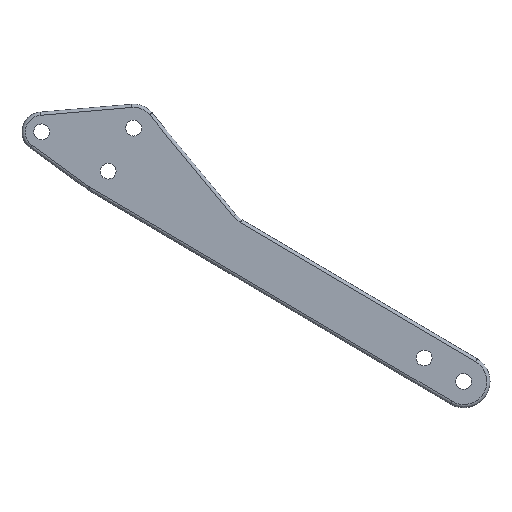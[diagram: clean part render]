
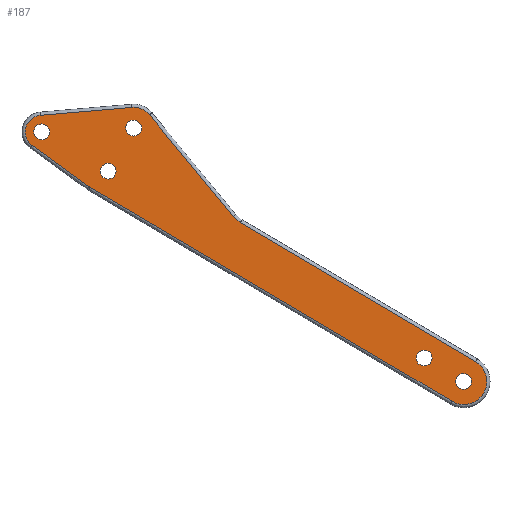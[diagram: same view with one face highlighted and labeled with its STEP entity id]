
A CAD part, front view. The second image highlights one B-rep face of the part: STEP entity #187.
In plain terms, the highlighted planar face has unit normal (0, -1, 0).
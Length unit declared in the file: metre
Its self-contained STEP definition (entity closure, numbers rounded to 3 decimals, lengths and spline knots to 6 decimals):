
#187 = ADVANCED_FACE( 'Face3', ( #434, #435, #436, #437, #438, #439 ), #440, .T. );
#434 = FACE_BOUND( '', #1002, .T. );
#435 = FACE_BOUND( '', #1003, .T. );
#436 = FACE_BOUND( '', #1004, .T. );
#437 = FACE_BOUND( '', #1005, .T. );
#438 = FACE_BOUND( '', #1006, .T. );
#439 = FACE_OUTER_BOUND( '', #1007, .T. );
#440 = PLANE( '', #1008 );
#1002 = EDGE_LOOP( '', ( #2242 ) );
#1003 = EDGE_LOOP( '', ( #2243 ) );
#1004 = EDGE_LOOP( '', ( #2244 ) );
#1005 = EDGE_LOOP( '', ( #2245 ) );
#1006 = EDGE_LOOP( '', ( #2246 ) );
#1007 = EDGE_LOOP( '', ( #2247, #2248, #2249, #2250, #2251, #2252, #2253, #2254, #2255, #2256 ) );
#1008 = AXIS2_PLACEMENT_3D( '', #2257, #2258, #2259 );
#2242 = ORIENTED_EDGE( '', *, *, #2748, .F. );
#2243 = ORIENTED_EDGE( '', *, *, #2885, .F. );
#2244 = ORIENTED_EDGE( '', *, *, #2774, .F. );
#2245 = ORIENTED_EDGE( '', *, *, #2886, .F. );
#2246 = ORIENTED_EDGE( '', *, *, #2887, .F. );
#2247 = ORIENTED_EDGE( '', *, *, #2834, .T. );
#2248 = ORIENTED_EDGE( '', *, *, #2727, .T. );
#2249 = ORIENTED_EDGE( '', *, *, #2877, .T. );
#2250 = ORIENTED_EDGE( '', *, *, #2888, .T. );
#2251 = ORIENTED_EDGE( '', *, *, #2889, .T. );
#2252 = ORIENTED_EDGE( '', *, *, #2890, .T. );
#2253 = ORIENTED_EDGE( '', *, *, #2891, .T. );
#2254 = ORIENTED_EDGE( '', *, *, #2892, .T. );
#2255 = ORIENTED_EDGE( '', *, *, #2863, .T. );
#2256 = ORIENTED_EDGE( '', *, *, #2813, .T. );
#2257 = CARTESIAN_POINT( '', ( 1.976105, -0.10692, 2.480916 ) );
#2258 = DIRECTION( '', ( 0., -1., 0. ) );
#2259 = DIRECTION( '', ( 0.861, 0., -0.509 ) );
#2727 = EDGE_CURVE( '', #3022, #3027, #3029, .T. );
#2748 = EDGE_CURVE( '', #3065, #3065, #3066, .T. );
#2774 = EDGE_CURVE( '', #3108, #3108, #3109, .T. );
#2813 = EDGE_CURVE( '', #3166, #3171, #3173, .T. );
#2834 = EDGE_CURVE( '', #3171, #3022, #3203, .F. );
#2863 = EDGE_CURVE( '', #3246, #3166, #3250, .F. );
#2877 = EDGE_CURVE( '', #3027, #3269, #3271, .T. );
#2885 = EDGE_CURVE( '', #3280, #3280, #3281, .T. );
#2886 = EDGE_CURVE( '', #3282, #3282, #3283, .T. );
#2887 = EDGE_CURVE( '', #3284, #3284, #3285, .T. );
#2888 = EDGE_CURVE( '', #3269, #3286, #3287, .T. );
#2889 = EDGE_CURVE( '', #3286, #3288, #3289, .F. );
#2890 = EDGE_CURVE( '', #3288, #3290, #3291, .T. );
#2891 = EDGE_CURVE( '', #3290, #3292, #3293, .F. );
#2892 = EDGE_CURVE( '', #3292, #3246, #3294, .F. );
#3022 = VERTEX_POINT( '', #3444 );
#3027 = VERTEX_POINT( '', #3449 );
#3029 = CIRCLE( '', #3451, 0.08316 );
#3065 = VERTEX_POINT( '', #3491 );
#3066 = CIRCLE( '', #3492, 0.0396 );
#3108 = VERTEX_POINT( '', #3545 );
#3109 = CIRCLE( '', #3546, 0.0396 );
#3166 = VERTEX_POINT( '', #3612 );
#3171 = VERTEX_POINT( '', #3617 );
#3173 = CIRCLE( '', #3619, 0.10296 );
#3203 = LINE( '', #3658, #3659 );
#3246 = VERTEX_POINT( '', #3712 );
#3250 = LINE( '', #3717, #3718 );
#3269 = VERTEX_POINT( '', #3740 );
#3271 = LINE( '', #3742, #3743 );
#3280 = VERTEX_POINT( '', #3754 );
#3281 = CIRCLE( '', #3755, 0.0396 );
#3282 = VERTEX_POINT( '', #3756 );
#3283 = CIRCLE( '', #3757, 0.0396 );
#3284 = VERTEX_POINT( '', #3758 );
#3285 = CIRCLE( '', #3759, 0.0396 );
#3286 = VERTEX_POINT( '', #3760 );
#3287 = CIRCLE( '', #3761, 0.10296 );
#3288 = VERTEX_POINT( '', #3762 );
#3289 = LINE( '', #3763, #3764 );
#3290 = VERTEX_POINT( '', #3765 );
#3291 = CIRCLE( '', #3766, 0.11484 );
#3292 = VERTEX_POINT( '', #3767 );
#3293 = LINE( '', #3768, #3769 );
#3294 = CIRCLE( '', #3770, 0.13464 );
#3444 = CARTESIAN_POINT( '', ( 1.96903, -0.10692, 2.563775 ) );
#3449 = CARTESIAN_POINT( '', ( 1.927475, -0.10692, 2.413457 ) );
#3451 = AXIS2_PLACEMENT_3D( '', #3957, #3958, #3959 );
#3491 = CARTESIAN_POINT( '', ( 3.915551, -0.10692, 1.333902 ) );
#3492 = AXIS2_PLACEMENT_3D( '', #3997, #3998, #3999 );
#3545 = CARTESIAN_POINT( '', ( 2.340816, -0.10692, 2.265221 ) );
#3546 = AXIS2_PLACEMENT_3D( '', #4035, #4036, #4037 );
#3612 = CARTESIAN_POINT( '', ( 2.513177, -0.10692, 2.565604 ) );
#3617 = CARTESIAN_POINT( '', ( 2.42497, -0.10692, 2.602703 ) );
#3619 = AXIS2_PLACEMENT_3D( '', #4107, #4108, #4109 );
#3658 = CARTESIAN_POINT( '', ( 1.96903, -0.10692, 2.563775 ) );
#3659 = VECTOR( '', #4140, 1. );
#3712 = CARTESIAN_POINT( '', ( 2.93063, -0.10692, 2.059159 ) );
#3717 = CARTESIAN_POINT( '', ( 2.337463, -0.10692, 2.778777 ) );
#3718 = VECTOR( '', #4191, 1. );
#3740 = CARTESIAN_POINT( '', ( 2.211021, -0.10692, 2.209053 ) );
#3742 = CARTESIAN_POINT( '', ( 1.927475, -0.10692, 2.413457 ) );
#3743 = VECTOR( '', #4213, 1. );
#3754 = CARTESIAN_POINT( '', ( 4.113245, -0.10692, 1.216984 ) );
#3755 = AXIS2_PLACEMENT_3D( '', #4222, #4223, #4224 );
#3756 = CARTESIAN_POINT( '', ( 2.467814, -0.10692, 2.479958 ) );
#3757 = AXIS2_PLACEMENT_3D( '', #4225, #4226, #4227 );
#3758 = CARTESIAN_POINT( '', ( 2.01019, -0.10692, 2.460758 ) );
#3759 = AXIS2_PLACEMENT_3D( '', #4228, #4229, #4230 );
#3760 = CARTESIAN_POINT( '', ( 2.218818, -0.10692, 2.203952 ) );
#3761 = AXIS2_PLACEMENT_3D( '', #4231, #4232, #4233 );
#3762 = CARTESIAN_POINT( '', ( 4.0207, -0.10692, 1.138295 ) );
#3763 = CARTESIAN_POINT( '', ( 1.917645, -0.10692, 2.382069 ) );
#3764 = VECTOR( '', #4234, 1. );
#3765 = CARTESIAN_POINT( '', ( 4.137619, -0.10692, 1.335989 ) );
#3766 = AXIS2_PLACEMENT_3D( '', #4235, #4236, #4237 );
#3767 = CARTESIAN_POINT( '', ( 2.965986, -0.10692, 2.028908 ) );
#3768 = CARTESIAN_POINT( '', ( 2.034564, -0.10692, 2.579763 ) );
#3769 = VECTOR( '', #4238, 1. );
#3770 = AXIS2_PLACEMENT_3D( '', #4239, #4240, #4241 );
#3957 = CARTESIAN_POINT( '', ( 1.976105, -0.10692, 2.480916 ) );
#3958 = DIRECTION( '', ( 0., -1., 0. ) );
#3959 = DIRECTION( '', ( 0.861, 0., -0.509 ) );
#3997 = CARTESIAN_POINT( '', ( 3.881465, -0.10692, 1.354061 ) );
#3998 = DIRECTION( '', ( 0., -1., 0. ) );
#3999 = DIRECTION( '', ( 0.861, 0., -0.509 ) );
#4035 = CARTESIAN_POINT( '', ( 2.306731, -0.10692, 2.285379 ) );
#4036 = DIRECTION( '', ( 0., -1., 0. ) );
#4037 = DIRECTION( '', ( 0.861, 0., -0.509 ) );
#4107 = CARTESIAN_POINT( '', ( 2.433729, -0.10692, 2.500116 ) );
#4108 = DIRECTION( '', ( 0., -1., 0. ) );
#4109 = DIRECTION( '', ( 0.861, 0., -0.509 ) );
#4140 = DIRECTION( '', ( 0.996, 0., 0.085 ) );
#4191 = DIRECTION( '', ( 0.636, 0., -0.772 ) );
#4213 = DIRECTION( '', ( 0.811, 0., -0.585 ) );
#4222 = CARTESIAN_POINT( '', ( 4.079159, -0.10692, 1.237142 ) );
#4223 = DIRECTION( '', ( 0., -1., 0. ) );
#4224 = DIRECTION( '', ( 0.861, 0., -0.509 ) );
#4225 = CARTESIAN_POINT( '', ( 2.433729, -0.10692, 2.500116 ) );
#4226 = DIRECTION( '', ( 0., -1., 0. ) );
#4227 = DIRECTION( '', ( 0.861, 0., -0.509 ) );
#4228 = CARTESIAN_POINT( '', ( 1.976105, -0.10692, 2.480916 ) );
#4229 = DIRECTION( '', ( 0., -1., 0. ) );
#4230 = DIRECTION( '', ( 0.861, 0., -0.509 ) );
#4231 = CARTESIAN_POINT( '', ( 2.27123, -0.10692, 2.292573 ) );
#4232 = DIRECTION( '', ( 0., -1., 0. ) );
#4233 = DIRECTION( '', ( 0.861, 0., -0.509 ) );
#4234 = DIRECTION( '', ( -0.861, 0., 0.509 ) );
#4235 = CARTESIAN_POINT( '', ( 4.079159, -0.10692, 1.237142 ) );
#4236 = DIRECTION( '', ( 0., -1., 0. ) );
#4237 = DIRECTION( '', ( 0.861, 0., -0.509 ) );
#4238 = DIRECTION( '', ( 0.861, 0., -0.509 ) );
#4239 = CARTESIAN_POINT( '', ( 3.034525, -0.10692, 2.144797 ) );
#4240 = DIRECTION( '', ( 0., -1., 0. ) );
#4241 = DIRECTION( '', ( 0.861, 0., -0.509 ) );
